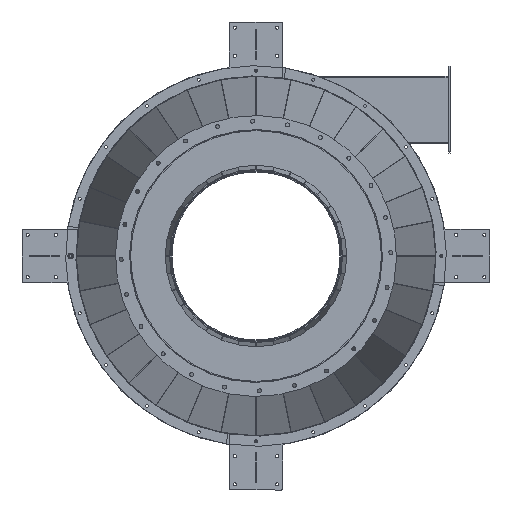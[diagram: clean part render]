
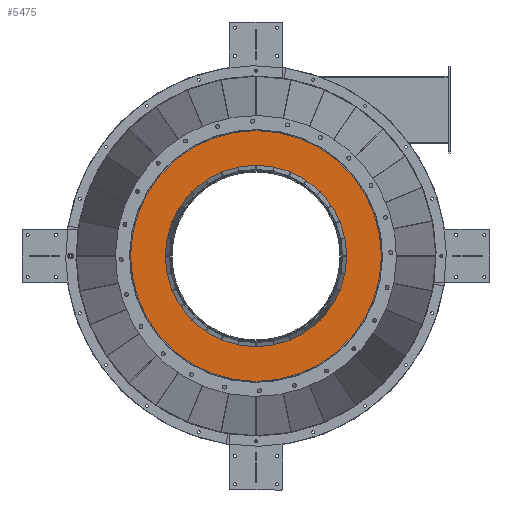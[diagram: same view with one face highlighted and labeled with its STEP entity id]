
A CAD part, front view. The second image highlights one B-rep face of the part: STEP entity #5475.
In plain terms, the highlighted planar face has unit normal (0, -1, 0).
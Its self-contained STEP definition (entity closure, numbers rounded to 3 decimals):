
#7 = FACE_OUTER_BOUND ( 'NONE', #7296, .T. ) ;
#176 = AXIS2_PLACEMENT_3D ( 'NONE', #5302, #4461, #8701 ) ;
#207 = PLANE ( 'NONE',  #176 ) ;
#518 = CARTESIAN_POINT ( 'NONE',  ( 0., 0., 0. ) ) ;
#578 = EDGE_LOOP ( 'NONE', ( #6518, #13635 ) ) ;
#1262 = CARTESIAN_POINT ( 'NONE',  ( 0., 0., 0. ) ) ;
#1443 = CIRCLE ( 'NONE', #9222, 445.5 ) ;
#1446 = ORIENTED_EDGE ( 'NONE', *, *, #13140, .F. ) ;
#1606 = CIRCLE ( 'NONE', #9617, 445.5 ) ;
#1885 = VERTEX_POINT ( 'NONE', #11520 ) ;
#2550 = VERTEX_POINT ( 'NONE', #7457 ) ;
#3220 = DIRECTION ( 'NONE',  ( 0., 1., 0. ) ) ;
#4010 = DIRECTION ( 'NONE',  ( 0., 1., 0. ) ) ;
#4227 = CARTESIAN_POINT ( 'NONE',  ( 0., 0., -445.5 ) ) ;
#4457 = VERTEX_POINT ( 'NONE', #4227 ) ;
#4461 = DIRECTION ( 'NONE',  ( 0., 1., 0. ) ) ;
#4973 = EDGE_CURVE ( 'NONE', #12269, #4457, #1443, .T. ) ;
#5172 = CARTESIAN_POINT ( 'NONE',  ( 0., 0., 0. ) ) ;
#5302 = CARTESIAN_POINT ( 'NONE',  ( 0., 0., 0. ) ) ;
#5395 = EDGE_CURVE ( 'NONE', #1885, #2550, #13063, .T. ) ;
#5475 = ADVANCED_FACE ( 'NONE', ( #7, #9749 ), #207, .F. ) ;
#5577 = DIRECTION ( 'NONE',  ( 0., 1., 0. ) ) ;
#6012 = DIRECTION ( 'NONE',  ( 0., 0., 1. ) ) ;
#6371 = EDGE_CURVE ( 'NONE', #2550, #1885, #9968, .T. ) ;
#6518 = ORIENTED_EDGE ( 'NONE', *, *, #6371, .T. ) ;
#7179 = DIRECTION ( 'NONE',  ( 0., 0., 1. ) ) ;
#7296 = EDGE_LOOP ( 'NONE', ( #1446, #12185 ) ) ;
#7384 = DIRECTION ( 'NONE',  ( 0., 0., 1. ) ) ;
#7457 = CARTESIAN_POINT ( 'NONE',  ( 0., 0., -322. ) ) ;
#7599 = DIRECTION ( 'NONE',  ( 0., 0., 1. ) ) ;
#8701 = DIRECTION ( 'NONE',  ( 0., 0., 1. ) ) ;
#8843 = AXIS2_PLACEMENT_3D ( 'NONE', #1262, #3220, #7384 ) ;
#9222 = AXIS2_PLACEMENT_3D ( 'NONE', #10675, #5577, #7599 ) ;
#9419 = DIRECTION ( 'NONE',  ( 0., 1., 0. ) ) ;
#9543 = AXIS2_PLACEMENT_3D ( 'NONE', #518, #4010, #6012 ) ;
#9617 = AXIS2_PLACEMENT_3D ( 'NONE', #5172, #9419, #7179 ) ;
#9749 = FACE_BOUND ( 'NONE', #578, .T. ) ;
#9968 = CIRCLE ( 'NONE', #9543, 322. ) ;
#10675 = CARTESIAN_POINT ( 'NONE',  ( 0., 0., 0. ) ) ;
#10916 = CARTESIAN_POINT ( 'NONE',  ( 0., 0., 445.5 ) ) ;
#11520 = CARTESIAN_POINT ( 'NONE',  ( 0., 0., 322. ) ) ;
#12185 = ORIENTED_EDGE ( 'NONE', *, *, #4973, .F. ) ;
#12269 = VERTEX_POINT ( 'NONE', #10916 ) ;
#13063 = CIRCLE ( 'NONE', #8843, 322. ) ;
#13140 = EDGE_CURVE ( 'NONE', #4457, #12269, #1606, .T. ) ;
#13635 = ORIENTED_EDGE ( 'NONE', *, *, #5395, .T. ) ;
